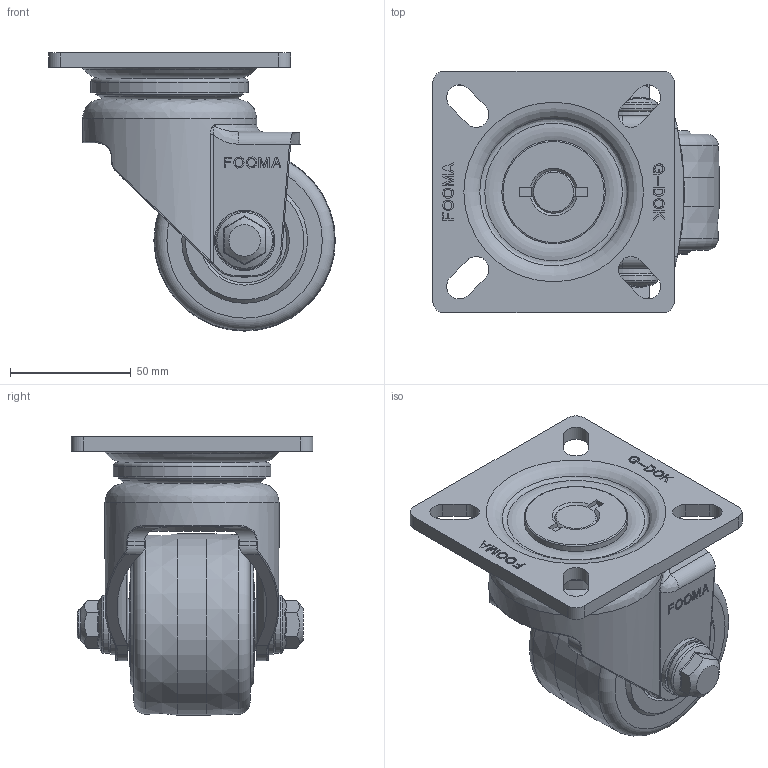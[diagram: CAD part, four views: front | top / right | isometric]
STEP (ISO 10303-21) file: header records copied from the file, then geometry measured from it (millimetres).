
FILE_DESCRIPTION((''),'2;1');
FILE_NAME('PHS-75A-SF.stp','2010-12-27T14:49:43',('Administrator'),(''),'Autodesk Inventor 2009','Autodesk Inventor 2009','');
FILE_SCHEMA(('AUTOMOTIVE_DESIGN { 1 0 10303 214 1 1 1 1 }'));
Length unit declared in the file: millimetre
Products named in the file (1): PHS-75A-SF
Bounding box: 118.5 x 100 x 115.04 mm (x, y, z)
Volume: 363942.9 mm3; surface area: 103253.9 mm2
Topology: 9 solids, 9 shells, 1008 faces, 2786 edges, 1838 vertices
Faces by surface type: plane 799, cylinder 79, bspline 68, torus 39, cone 22, sphere 1
Full cylindrical faces by diameter (mm): 12 x1, 18.5 x1, 21.5 x1, 22 x1, 24 x2, 25 x2, 30.5 x2, 31 x1, 31.615 x2, 35 x2, 41 x1, 42.8 x1, 44 x2, 48.961 x2, 61 x1, 62 x1, 63.14 x1, 65.14 x1, 72 x1, 75 x1
Entity records: 34839 total; most frequent: CARTESIAN_POINT 9950, ORIENTED_EDGE 5280, DIRECTION 4689, EDGE_CURVE 2640, VECTOR 2211, LINE 2211, VERTEX_POINT 1796, AXIS2_PLACEMENT_3D 1239
